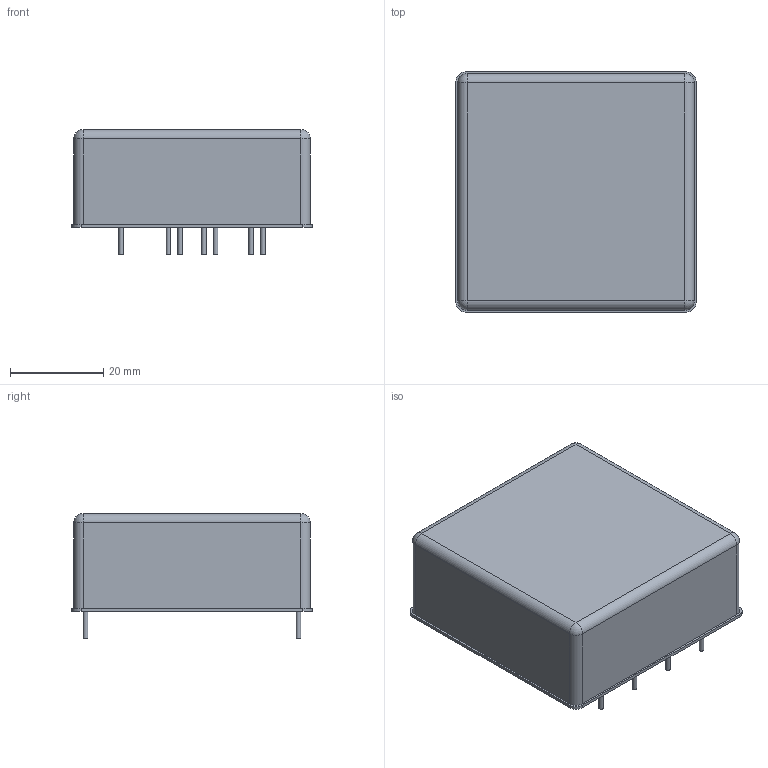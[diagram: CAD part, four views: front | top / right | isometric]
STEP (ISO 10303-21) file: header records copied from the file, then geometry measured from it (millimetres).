
FILE_DESCRIPTION(('FreeCAD Model'),'2;1');
FILE_NAME('KAW.step', '2020-05-27T15:32:05',('Author'),(''), 'Open CASCADE STEP processor 7.2','FreeCAD','Unknown');
FILE_SCHEMA(('AUTOMOTIVE_DESIGN { 1 0 10303 214 1 1 1 1 }'));
Length unit declared in the file: millimetre
Products named in the file (8): pin_1; pin_8; pin_3; pin_4; pin_5; pin_6; pin_7; case
Bounding box: 51.6 x 51.6 x 26.8 mm (x, y, z)
Volume: 54037.4 mm3; surface area: 9480.7 mm2
Topology: 8 solids, 8 shells, 49 faces, 93 edges, 58 vertices
Faces by surface type: plane 26, cylinder 19, sphere 4
Full cylindrical faces by diameter (mm): 1 x7
Entity records: 2693 total; most frequent: CARTESIAN_POINT 423, DIRECTION 381, ORIENTED_EDGE 178, PCURVE 178, DEFINITIONAL_REPRESENTATION 178, LINE 167, VECTOR 167, AXIS2_PLACEMENT_3D 92
